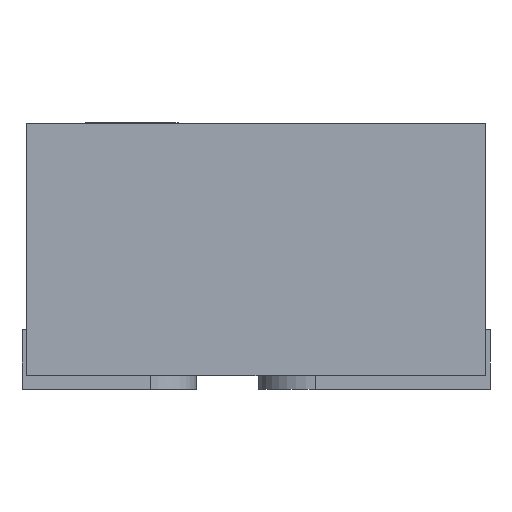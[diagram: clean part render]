
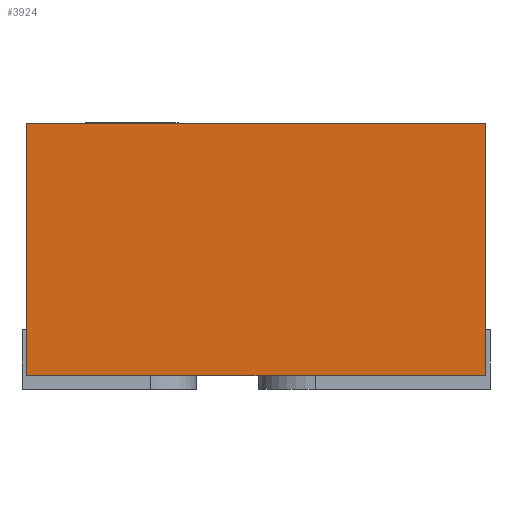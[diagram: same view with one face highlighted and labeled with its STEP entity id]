
A CAD part, left-side view. The second image highlights one B-rep face of the part: STEP entity #3924.
In plain terms, the highlighted planar face has unit normal (-1, 0, 0).
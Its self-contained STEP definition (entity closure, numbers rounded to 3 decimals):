
#225 = VECTOR ( 'NONE', #12361, 1000. ) ;
#570 = CARTESIAN_POINT ( 'NONE',  ( -1.25, -0.5, 0.58 ) ) ;
#613 = DIRECTION ( 'NONE',  ( 0., 0., -1. ) ) ;
#681 = PLANE ( 'NONE',  #3444 ) ;
#1601 = LINE ( 'NONE', #10452, #2500 ) ;
#1661 = CARTESIAN_POINT ( 'NONE',  ( -1.25, -0.5, 0.58 ) ) ;
#2500 = VECTOR ( 'NONE', #3700, 1000. ) ;
#3444 = AXIS2_PLACEMENT_3D ( 'NONE', #11569, #8180, #613 ) ;
#3524 = CARTESIAN_POINT ( 'NONE',  ( -1.25, -0.5, 0.58 ) ) ;
#3556 = ORIENTED_EDGE ( 'NONE', *, *, #9760, .F. ) ;
#3667 = VERTEX_POINT ( 'NONE', #3524 ) ;
#3700 = DIRECTION ( 'NONE',  ( 0., -1., 0. ) ) ;
#3924 = ADVANCED_FACE ( 'NONE', ( #5909 ), #681, .F. ) ;
#4829 = LINE ( 'NONE', #570, #5078 ) ;
#4984 = DIRECTION ( 'NONE',  ( 0., 0., -1. ) ) ;
#5026 = ORIENTED_EDGE ( 'NONE', *, *, #10245, .T. ) ;
#5078 = VECTOR ( 'NONE', #4984, 1000. ) ;
#5088 = EDGE_LOOP ( 'NONE', ( #9452, #3556, #11885, #5026 ) ) ;
#5673 = CARTESIAN_POINT ( 'NONE',  ( -1.25, 0.5, 0.58 ) ) ;
#5909 = FACE_OUTER_BOUND ( 'NONE', #5088, .T. ) ;
#6573 = EDGE_CURVE ( 'NONE', #13688, #10314, #1601, .T. ) ;
#7173 = CARTESIAN_POINT ( 'NONE',  ( -1.25, 0.5, 0.03 ) ) ;
#7566 = EDGE_CURVE ( 'NONE', #13352, #3667, #12484, .T. ) ;
#8180 = DIRECTION ( 'NONE',  ( 1., 0., 0. ) ) ;
#9076 = CARTESIAN_POINT ( 'NONE',  ( -1.25, -0.5, 0.03 ) ) ;
#9418 = DIRECTION ( 'NONE',  ( 0., -1., 0. ) ) ;
#9452 = ORIENTED_EDGE ( 'NONE', *, *, #6573, .T. ) ;
#9760 = EDGE_CURVE ( 'NONE', #3667, #10314, #4829, .T. ) ;
#10245 = EDGE_CURVE ( 'NONE', #13352, #13688, #13443, .T. ) ;
#10314 = VERTEX_POINT ( 'NONE', #9076 ) ;
#10452 = CARTESIAN_POINT ( 'NONE',  ( -1.25, -0.5, 0.03 ) ) ;
#11569 = CARTESIAN_POINT ( 'NONE',  ( -1.25, -0.5, 0.58 ) ) ;
#11885 = ORIENTED_EDGE ( 'NONE', *, *, #7566, .F. ) ;
#12361 = DIRECTION ( 'NONE',  ( 0., 0., -1. ) ) ;
#12484 = LINE ( 'NONE', #1661, #13188 ) ;
#13160 = CARTESIAN_POINT ( 'NONE',  ( -1.25, 0.5, 0.58 ) ) ;
#13188 = VECTOR ( 'NONE', #9418, 1000. ) ;
#13352 = VERTEX_POINT ( 'NONE', #13160 ) ;
#13443 = LINE ( 'NONE', #5673, #225 ) ;
#13688 = VERTEX_POINT ( 'NONE', #7173 ) ;
